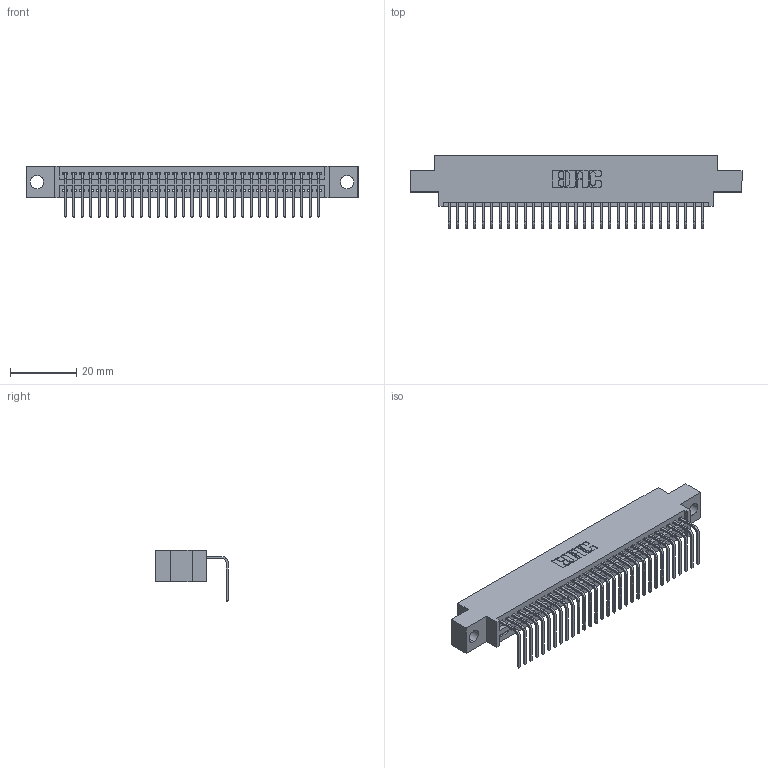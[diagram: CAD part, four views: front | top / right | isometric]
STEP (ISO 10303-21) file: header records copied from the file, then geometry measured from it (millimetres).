
FILE_DESCRIPTION (( 'STEP AP203' ), '1' );
FILE_NAME ('395-031-558-604.STEP', '2018-11-12T17:04:19', ( '' ), ( '' ), 'SwSTEP 2.0', 'SolidWorks 2016', '' );
FILE_SCHEMA (( 'CONFIG_CONTROL_DESIGN' ));
Length unit declared in the file: inch
Products named in the file (3): 395-031-558-604; 345 Part_0.170 Offset - 0.156 Dia-TH; 345-292-001_558 Tail - 2
Assembly tree (32 placements, depth 2):
  395-031-558-604
    345 Part_0.170 Offset - 0.156 Dia-TH
    345-292-001_558 Tail - 2  x31
Bounding box: 99.95 x 21.83 x 15.37 mm (x, y, z)
Volume: 9305.2 mm3; surface area: 12758.5 mm2
Topology: 32 solids, 32 shells, 1990 faces, 5995 edges, 3954 vertices
Faces by surface type: plane 1386, cylinder 604
Entity records: 25031 total; most frequent: CARTESIAN_POINT 4345, ORIENTED_EDGE 4310, DIRECTION 3809, EDGE_CURVE 2155, VECTOR 1899, LINE 1899, VERTEX_POINT 1434, AXIS2_PLACEMENT_3D 955
